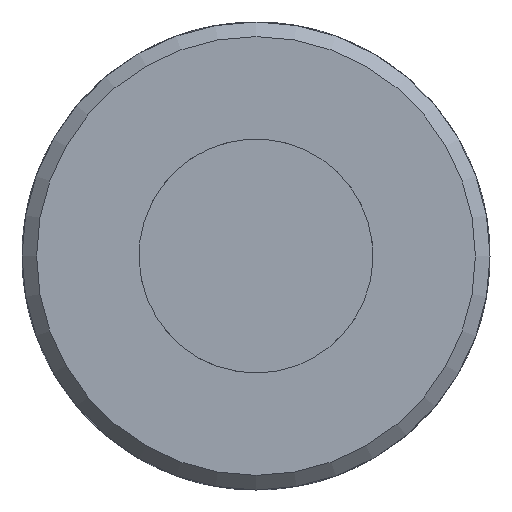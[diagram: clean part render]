
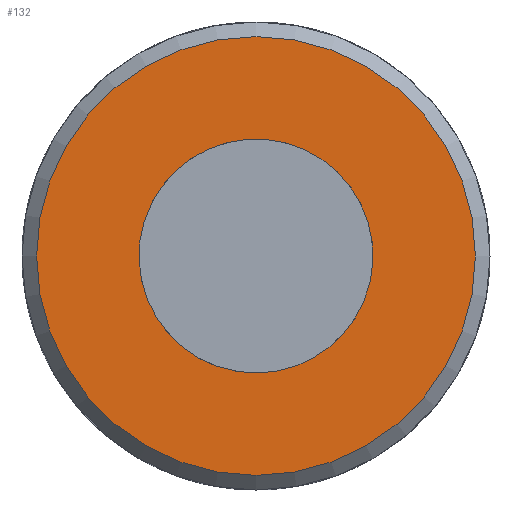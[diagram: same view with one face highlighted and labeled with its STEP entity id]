
A CAD part, left-side view. The second image highlights one B-rep face of the part: STEP entity #132.
In plain terms, the highlighted planar face has unit normal (-1, 0, 0).
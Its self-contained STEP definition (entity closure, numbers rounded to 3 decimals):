
#132 = ADVANCED_FACE( '', ( #264, #265 ), #266, .F. );
#264 = FACE_OUTER_BOUND( '', #412, .T. );
#265 = FACE_BOUND( '', #413, .T. );
#266 = PLANE( '', #414 );
#412 = EDGE_LOOP( '', ( #592 ) );
#413 = EDGE_LOOP( '', ( #593 ) );
#414 = AXIS2_PLACEMENT_3D( '', #594, #595, #596 );
#592 = ORIENTED_EDGE( '', *, *, #830, .F. );
#593 = ORIENTED_EDGE( '', *, *, #828, .T. );
#594 = CARTESIAN_POINT( '', ( 0., 0., 0. ) );
#595 = DIRECTION( '', ( 1., 0., 0. ) );
#596 = DIRECTION( '', ( 0., 0., -1. ) );
#828 = EDGE_CURVE( '', #961, #961, #962, .T. );
#830 = EDGE_CURVE( '', #964, #964, #965, .T. );
#961 = VERTEX_POINT( '', #1533 );
#962 = CIRCLE( '', #1534, 8. );
#964 = VERTEX_POINT( '', #1536 );
#965 = CIRCLE( '', #1537, 15. );
#1533 = CARTESIAN_POINT( '', ( 0., 0., -8. ) );
#1534 = AXIS2_PLACEMENT_3D( '', #1665, #1666, #1667 );
#1536 = CARTESIAN_POINT( '', ( 0., 0., -15. ) );
#1537 = AXIS2_PLACEMENT_3D( '', #1668, #1669, #1670 );
#1665 = CARTESIAN_POINT( '', ( 0., 0., 0. ) );
#1666 = DIRECTION( '', ( 1., 0., 0. ) );
#1667 = DIRECTION( '', ( 0., 0., -1. ) );
#1668 = CARTESIAN_POINT( '', ( 0., 0., 0. ) );
#1669 = DIRECTION( '', ( 1., 0., 0. ) );
#1670 = DIRECTION( '', ( 0., 0., -1. ) );
